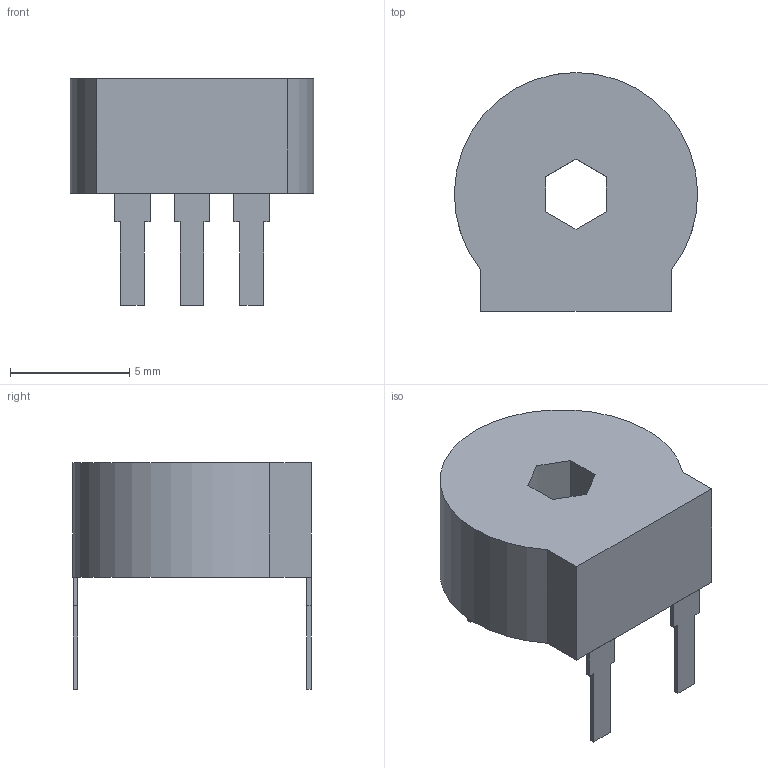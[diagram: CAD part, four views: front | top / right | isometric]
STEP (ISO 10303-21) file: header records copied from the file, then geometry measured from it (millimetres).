
FILE_DESCRIPTION(/* description */ (''),/* implementation_level */ '2;1');
FILE_NAME(/* name */ 'TRIMMER-POT-ELEGOO v5.step',/* time_stamp */ '2022-07-01T14:34:49-07:00',/* author */ (''),/* organization */ (''),/* preprocessor_version */ 'ST-DEVELOPER v19',/* originating_system */ 'Autodesk Translation Framework v11.7.0.108',/* authorisation */ '');
FILE_SCHEMA (('AUTOMOTIVE_DESIGN { 1 0 10303 214 3 1 1 }'));
Length unit declared in the file: millimetre
Products named in the file (1): TRIMMER-POT-ELEGOO
Bounding box: 10.2 x 10 x 9.5 mm (x, y, z)
Volume: 383.4 mm3; surface area: 404.7 mm2
Topology: 4 solids, 4 shells, 42 faces, 102 edges, 68 vertices
Faces by surface type: plane 41, cylinder 1
Entity records: 1256 total; most frequent: CARTESIAN_POINT 213, ORIENTED_EDGE 204, DIRECTION 190, EDGE_CURVE 102, LINE 100, VECTOR 100, VERTEX_POINT 68, AXIS2_PLACEMENT_3D 45
